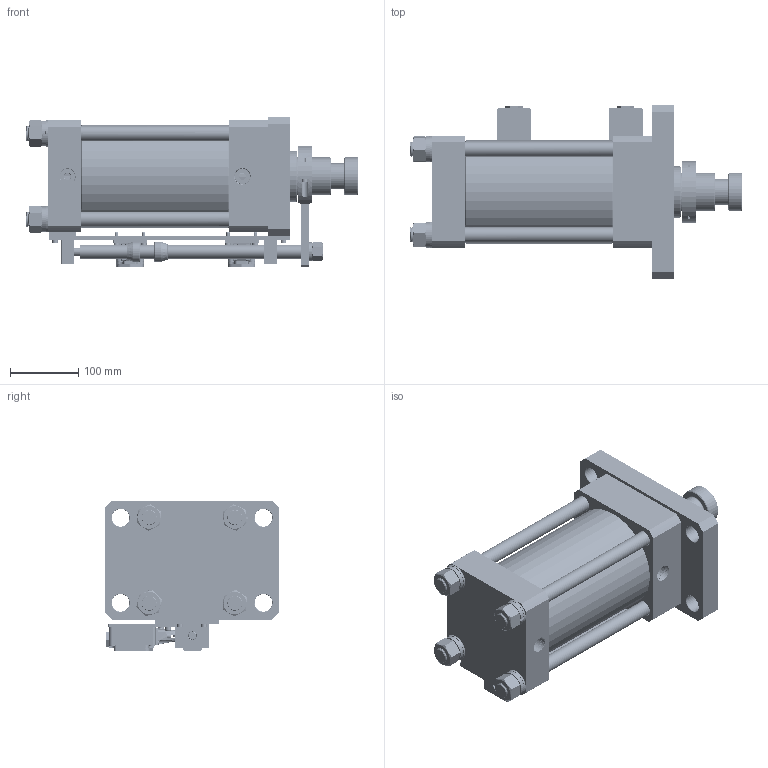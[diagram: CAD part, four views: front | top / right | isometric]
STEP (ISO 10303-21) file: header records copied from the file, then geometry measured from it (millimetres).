
FILE_DESCRIPTION (( 'STEP AP203' ), '1' );
FILE_NAME ('CHK-FA125X130D油缸三维图.STEP', '2013-03-11T07:42:42', ( 'user' ), ( 'Microsoft' ), 'SwSTEP 2.0', 'SolidWorks 2012', '' );
FILE_SCHEMA (( 'CONFIG_CONTROL_DESIGN' ));
Length unit declared in the file: millimetre
Products named in the file (38): CHK-FA125X130D油缸三维图; cross recessed countersunk head screws gb1_GB_CROSS_SCREWS_TYPE4 M3X5-3.35  H type-N; EEE_PreviewCfg; 俴最羲壽; 俴最羲壽嘐隅啣13; Hex socket set screws with flat point GB_GB_FASTENER_SCREWS_HSFP M5X5-N; 袉赽13; Hexagon nuts grade C GB_GB_FASTENER_NUT_SNC1 M16-N; Spring lock washers--Normal type GB_GB_FASTENER_WASHER_SW 18; 俴最奪13; Hex socket set screws with flat point GB_GB_FASTENER_SCREWS_HSFP M5X8-N; 俴最裝13; Hexagon socket head cap screws GB_GB_FASTENER_SCREWS_HSHCS M5X16-N; Hexagon socket head cap screws GB_GB_FASTENER_SCREWS_HSHCS M5X35-N; 俴最奪盓傅釱13; 俴最裝嘐隅釱13; Hexagon socket head cap screws GB_GB_FASTENER_SCREWS_HSHCS M5X30-N; 絳堤菁啣13; 菜輸; bead1; Hexagon socket head cap screws GB_GB_FASTENER_SCREWS_HSHCS M5X10-N; 絳堤蟀諉啣13; 絳堤蟀諉芛131; 絳堤蟀諉芛132; Hexagon nuts grade C GB_GB_FASTENER_NUT_SNC1 M22-N; Spring lock washers--Normal type GB_GB_FASTENER_WASHER_SW 24; 菜え1; 嶺裝13; 渡杶; 楊擘13; ヶ裔; 詰芠13; ヶ遣喳杶13; 活塞13; 綴遣喳杶13; 活塞杆13; 綴裔
Assembly tree (79 placements, depth 2):
  CHK-FA125X130D油缸三维图
    綴裔
    活塞杆13
    綴遣喳杶13
    活塞13
    ヶ遣喳杶13
    詰芠13
    ヶ裔
    楊擘13
    渡杶
    嶺裝13  x4
    菜え1  x4
    Spring lock washers--Normal type GB_GB_FASTENER_WASHER_SW 24  x4
    Hexagon nuts grade C GB_GB_FASTENER_NUT_SNC1 M22-N  x4
    絳堤蟀諉芛132
    絳堤蟀諉芛131
    絳堤蟀諉啣13
    Hexagon socket head cap screws GB_GB_FASTENER_SCREWS_HSHCS M5X10-N  x2
    bead1
    菜輸
    絳堤菁啣13
    Hexagon socket head cap screws GB_GB_FASTENER_SCREWS_HSHCS M5X30-N  x4
    俴最裝嘐隅釱13
    俴最奪盓傅釱13
    Hexagon socket head cap screws GB_GB_FASTENER_SCREWS_HSHCS M5X35-N  x4
    Hexagon socket head cap screws GB_GB_FASTENER_SCREWS_HSHCS M5X16-N  x4
    俴最裝13
    Hex socket set screws with flat point GB_GB_FASTENER_SCREWS_HSFP M5X8-N
    俴最奪13
    Spring lock washers--Normal type GB_GB_FASTENER_WASHER_SW 18
    Hexagon nuts grade C GB_GB_FASTENER_NUT_SNC1 M16-N
    袉赽13  x2
    Hex socket set screws with flat point GB_GB_FASTENER_SCREWS_HSFP M5X5-N  x3
    俴最羲壽嘐隅啣13
    俴最羲壽嘐隅啣13
    俴最羲壽  x2
    EEE_PreviewCfg  x8
    cross recessed countersunk head screws gb1_GB_CROSS_SCREWS_TYPE4 M3X5-3.35  H type-N  x10
Bounding box: 488 x 255 x 221.05 mm (x, y, z)
Volume: 8217950.1 mm3; surface area: 1167676.3 mm2
Topology: 79 solids, 79 shells, 2728 faces, 6706 edges, 4209 vertices
Faces by surface type: cylinder 1074, plane 957, cone 423, torus 146, bspline 112, sphere 16
Entity records: 68912 total; most frequent: CARTESIAN_POINT 29193, ORIENTED_EDGE 7292, DIRECTION 7279, EDGE_CURVE 3646, AXIS2_PLACEMENT_3D 2861, VERTEX_POINT 2292, EDGE_LOOP 1720, VECTOR 1557
